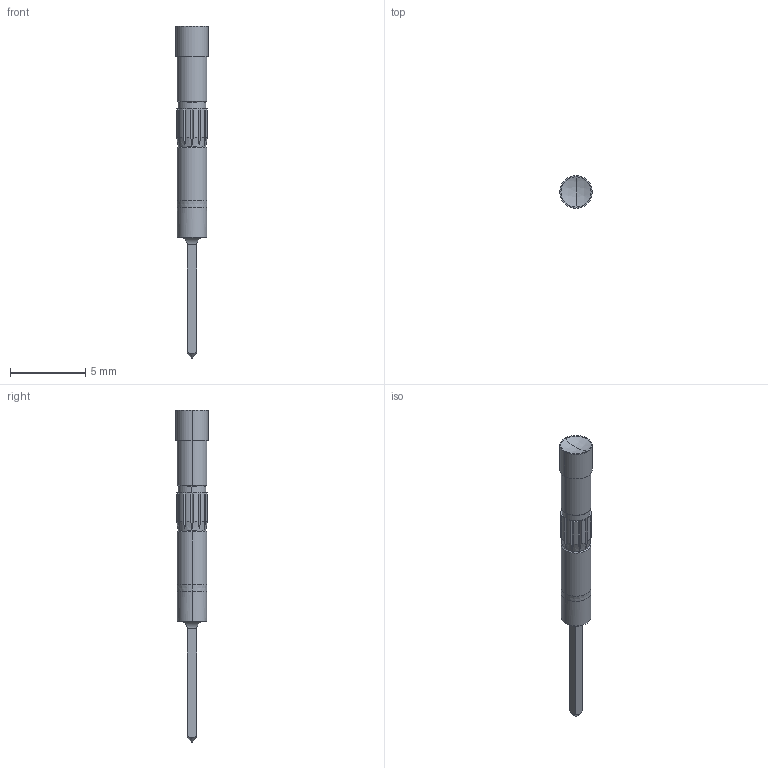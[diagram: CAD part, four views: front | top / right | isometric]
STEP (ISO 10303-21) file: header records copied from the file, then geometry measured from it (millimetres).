
FILE_DESCRIPTION (( 'STEP AP214' ), '1' );
FILE_NAME ('MOD-1007170-I-C22WW-2.STEP', '2023-04-17T14:44:49', ( '' ), ( '' ), 'SwSTEP 2.0', 'SolidWorks 2020', '' );
FILE_SCHEMA (( 'AUTOMOTIVE_DESIGN' ));
Length unit declared in the file: millimetre
Products named in the file (1): MOD-1007170-I-C22WW-2
Bounding box: 2.15 x 2.15 x 22 mm (x, y, z)
Volume: 46.8 mm3; surface area: 117 mm2
Topology: 1 solids, 1 shells, 85 faces, 200 edges, 119 vertices
Faces by surface type: plane 47, cylinder 26, cone 10, sphere 2
Entity records: 2496 total; most frequent: CARTESIAN_POINT 559, ORIENTED_EDGE 400, DIRECTION 396, EDGE_CURVE 200, AXIS2_PLACEMENT_3D 152, VERTEX_POINT 119, VECTOR 92, LINE 92
